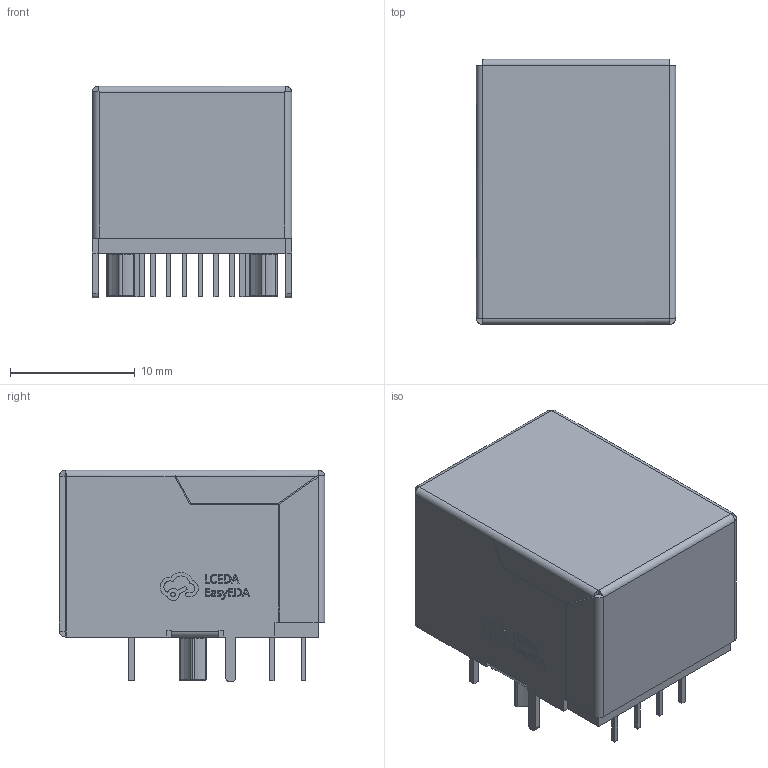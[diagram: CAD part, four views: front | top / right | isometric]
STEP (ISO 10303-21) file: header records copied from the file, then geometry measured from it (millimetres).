
FILE_DESCRIPTION (( 'STEP AP214' ), '1' );
FILE_NAME ('RJ45-TH_HC913550A-M899-A.STEP', '2023-06-07T07:40:26', ( 'PC' ), ( 'Microsoft' ), 'SwSTEP 2.0', 'SolidWorks 2020', '' );
FILE_SCHEMA (( 'AUTOMOTIVE_DESIGN' ));
Length unit declared in the file: millimetre
Products named in the file (1): RJ45-TH_HC913550A-M899-A
Bounding box: 16.01 x 21.32 x 17 mm (x, y, z)
Volume: 2933.5 mm3; surface area: 4882.3 mm2
Topology: 4 solids, 4 shells, 596 faces, 1557 edges, 1000 vertices
Faces by surface type: plane 400, bspline 106, cylinder 54, cone 18, torus 18
Entity records: 25395 total; most frequent: CARTESIAN_POINT 4855, ORIENTED_EDGE 3114, DIRECTION 2445, EDGE_CURVE 1557, VECTOR 1179, LINE 1179, VERTEX_POINT 1000, EDGE_LOOP 645
